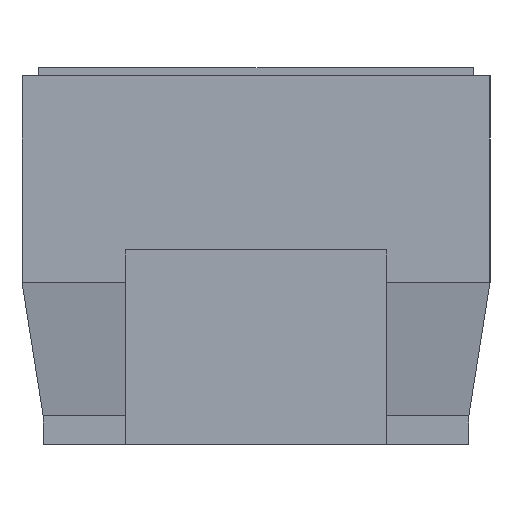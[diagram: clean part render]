
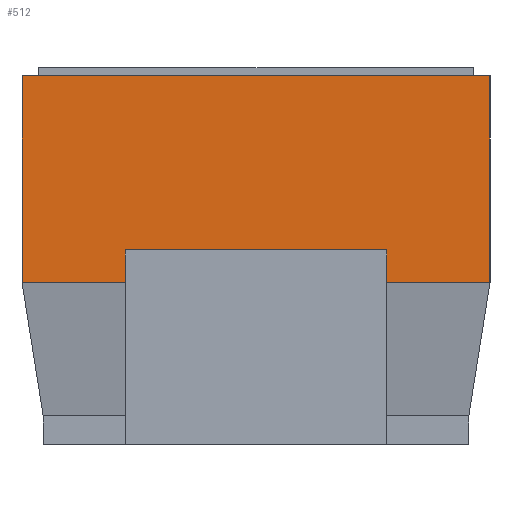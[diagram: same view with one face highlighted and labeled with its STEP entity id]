
A CAD part, left-side view. The second image highlights one B-rep face of the part: STEP entity #512.
In plain terms, the highlighted planar face has unit normal (-1, 0, 0).
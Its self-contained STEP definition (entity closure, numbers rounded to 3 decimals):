
#512=ADVANCED_FACE('',(#518),#513,.F.);
#513=PLANE('',#514);
#514=AXIS2_PLACEMENT_3D('',#515,#516,#517);
#515=CARTESIAN_POINT('Origin',(-2.636,1.46,1.01));
#516=DIRECTION('center_axis',(1.0,0.0,0.0));
#517=DIRECTION('ref_axis',(0.,0.,1.));
#518=FACE_OUTER_BOUND('',#519,.T.);
#519=EDGE_LOOP('',(#520,#530,#540,#550));
#520=ORIENTED_EDGE('',*,*,#521,.F.);
#521=EDGE_CURVE('',#522,#524,#526,.T.);
#522=VERTEX_POINT('',#523);
#523=CARTESIAN_POINT('',(-2.636,-1.46,1.01));
#524=VERTEX_POINT('',#525);
#525=CARTESIAN_POINT('',(-2.636,1.46,1.01));
#526=LINE('',#527,#528);
#527=CARTESIAN_POINT('',(-2.636,-1.46,1.01));
#528=VECTOR('',#529,2.92);
#529=DIRECTION('',(0.0,1.0,0.0));
#530=ORIENTED_EDGE('',*,*,#531,.F.);
#531=EDGE_CURVE('',#532,#534,#536,.T.);
#532=VERTEX_POINT('',#533);
#533=CARTESIAN_POINT('',(-2.636,-1.46,2.3));
#534=VERTEX_POINT('',#523);
#536=LINE('',#537,#538);
#537=CARTESIAN_POINT('',(-2.636,-1.46,2.3));
#538=VECTOR('',#539,1.29);
#539=DIRECTION('',(0.0,0.0,-1.0));
#540=ORIENTED_EDGE('',*,*,#541,.F.);
#541=EDGE_CURVE('',#542,#544,#546,.T.);
#542=VERTEX_POINT('',#543);
#543=CARTESIAN_POINT('',(-2.636,1.46,2.3));
#544=VERTEX_POINT('',#533);
#546=LINE('',#547,#548);
#547=CARTESIAN_POINT('',(-2.636,1.46,2.3));
#548=VECTOR('',#549,2.92);
#549=DIRECTION('',(0.0,-1.0,0.0));
#550=ORIENTED_EDGE('',*,*,#551,.F.);
#551=EDGE_CURVE('',#552,#554,#556,.T.);
#552=VERTEX_POINT('',#525);
#554=VERTEX_POINT('',#543);
#556=LINE('',#557,#558);
#557=CARTESIAN_POINT('',(-2.636,1.46,1.01));
#558=VECTOR('',#559,1.29);
#559=DIRECTION('',(0.0,0.0,1.0));
